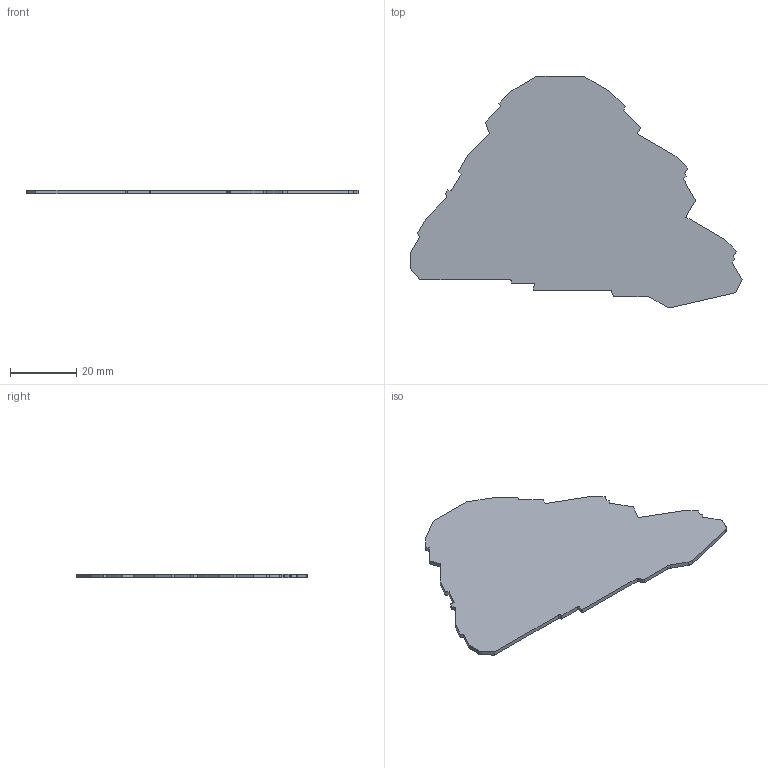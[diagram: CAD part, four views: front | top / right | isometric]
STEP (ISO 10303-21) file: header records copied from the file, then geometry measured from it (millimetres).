
FILE_DESCRIPTION (( 'STEP AP214' ), '1' );
FILE_NAME ('446240_NPP-YBK 2,5-3F_Beige.STP', '2013-11-15T13:17:33', ( 'arge' ), ( 'Microsoft' ), 'SwSTEP 2.0', 'SolidWorks 2013', '' );
FILE_SCHEMA (( 'AUTOMOTIVE_DESIGN' ));
Length unit declared in the file: millimetre
Products named in the file (1): 446240_NPP-YBK 2,5-3F_Beige
Bounding box: 100 x 69.7 x 1.2 mm (x, y, z)
Volume: 5210.7 mm3; surface area: 9034.4 mm2
Topology: 1 solids, 1 shells, 59 faces, 171 edges, 114 vertices
Faces by surface type: plane 49, cylinder 10
Entity records: 2608 total; most frequent: CARTESIAN_POINT 345, ORIENTED_EDGE 342, DIRECTION 311, EDGE_CURVE 171, VECTOR 151, LINE 151, VERTEX_POINT 114, AXIS2_PLACEMENT_3D 80
